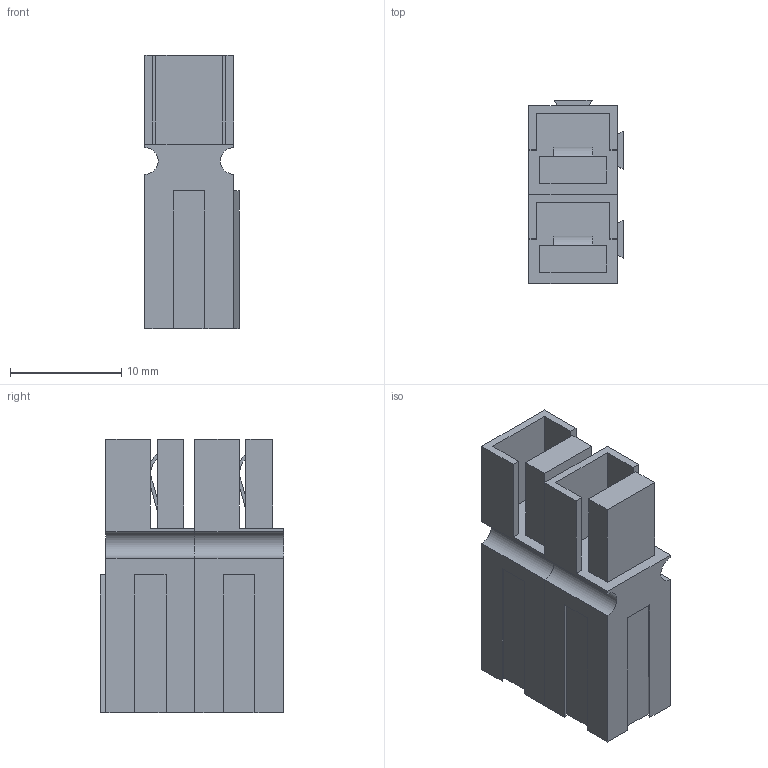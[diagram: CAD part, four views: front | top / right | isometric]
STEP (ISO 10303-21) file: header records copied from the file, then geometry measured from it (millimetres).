
FILE_DESCRIPTION (( 'STEP AP214' ), '1' );
FILE_NAME ('powerpole-stacked-redblack.STEP', '2018-07-07T06:28:58', ( '' ), ( '' ), 'SwSTEP 2.0', 'SolidWorks 2016', '' );
FILE_SCHEMA (( 'AUTOMOTIVE_DESIGN' ));
Length unit declared in the file: millimetre
Products named in the file (3): powerpole-30-blk_Rouge; powerpole-stacked-redblack; powerpole-30-red_Rouge
Assembly tree (2 placements, depth 2):
  powerpole-stacked-redblack
    powerpole-30-blk_Rouge
    powerpole-30-red_Rouge
Bounding box: 8.5 x 16.5 x 24.6 mm (x, y, z)
Volume: 1917.1 mm3; surface area: 2808.5 mm2
Topology: 4 solids, 4 shells, 108 faces, 288 edges, 192 vertices
Faces by surface type: plane 100, cylinder 8
Entity records: 4624 total; most frequent: CARTESIAN_POINT 593, ORIENTED_EDGE 576, DIRECTION 530, EDGE_CURVE 288, LINE 272, VECTOR 272, VERTEX_POINT 192, AXIS2_PLACEMENT_3D 129
